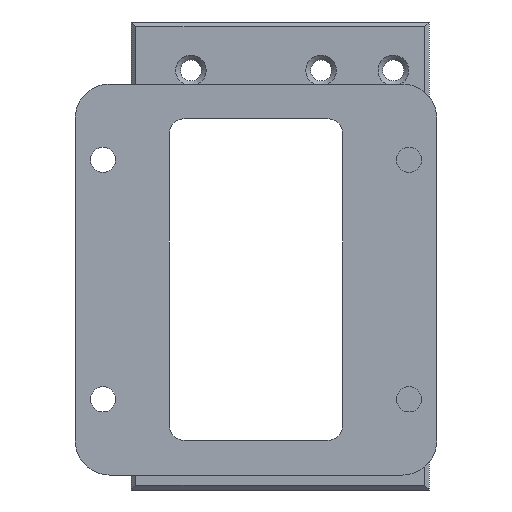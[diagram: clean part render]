
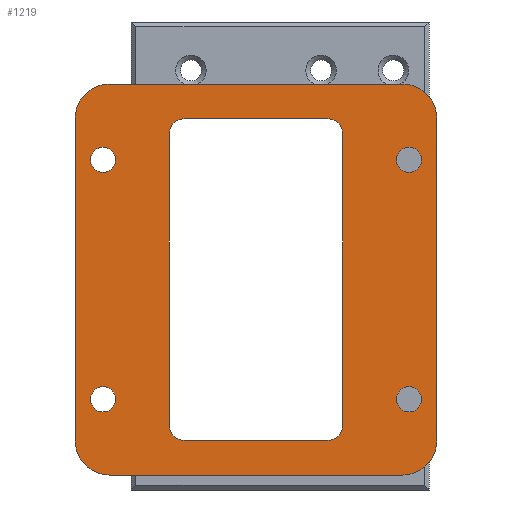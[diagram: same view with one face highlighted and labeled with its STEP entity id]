
A CAD part, front view. The second image highlights one B-rep face of the part: STEP entity #1219.
In plain terms, the highlighted planar face has unit normal (0, -1, 0).
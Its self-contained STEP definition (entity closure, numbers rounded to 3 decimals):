
#44=FACE_BOUND('',#243,.T.);
#45=FACE_BOUND('',#244,.T.);
#46=FACE_BOUND('',#245,.T.);
#47=FACE_BOUND('',#246,.T.);
#48=FACE_BOUND('',#247,.T.);
#95=PLANE('',#1350);
#164=FACE_OUTER_BOUND('',#242,.T.);
#242=EDGE_LOOP('',(#1098,#1099,#1100,#1101,#1102,#1103,#1104,#1105));
#243=EDGE_LOOP('',(#1106,#1107,#1108,#1109,#1110,#1111,#1112,#1113));
#244=EDGE_LOOP('',(#1114));
#245=EDGE_LOOP('',(#1115));
#246=EDGE_LOOP('',(#1116));
#247=EDGE_LOOP('',(#1117));
#276=CIRCLE('',#1275,2.5);
#278=CIRCLE('',#1279,2.5);
#280=CIRCLE('',#1283,2.5);
#282=CIRCLE('',#1287,2.5);
#300=CIRCLE('',#1331,5.7);
#301=CIRCLE('',#1334,5.7);
#302=CIRCLE('',#1337,5.7);
#303=CIRCLE('',#1340,5.7);
#304=CIRCLE('',#1343,2.1);
#305=CIRCLE('',#1345,2.1);
#306=CIRCLE('',#1347,2.1);
#307=CIRCLE('',#1349,2.1);
#350=LINE('',#1929,#460);
#354=LINE('',#1941,#464);
#358=LINE('',#1953,#468);
#360=LINE('',#1961,#470);
#402=LINE('',#2081,#512);
#405=LINE('',#2089,#515);
#408=LINE('',#2097,#518);
#410=LINE('',#2103,#520);
#460=VECTOR('',#1478,10.);
#464=VECTOR('',#1490,10.);
#468=VECTOR('',#1502,10.);
#470=VECTOR('',#1512,10.);
#512=VECTOR('',#1642,10.);
#515=VECTOR('',#1651,10.);
#518=VECTOR('',#1660,10.);
#520=VECTOR('',#1668,10.);
#574=VERTEX_POINT('',#1919);
#575=VERTEX_POINT('',#1921);
#577=VERTEX_POINT('',#1927);
#579=VERTEX_POINT('',#1933);
#581=VERTEX_POINT('',#1939);
#583=VERTEX_POINT('',#1945);
#585=VERTEX_POINT('',#1951);
#587=VERTEX_POINT('',#1957);
#619=VERTEX_POINT('',#2073);
#620=VERTEX_POINT('',#2074);
#621=VERTEX_POINT('',#2079);
#622=VERTEX_POINT('',#2083);
#623=VERTEX_POINT('',#2087);
#624=VERTEX_POINT('',#2091);
#625=VERTEX_POINT('',#2095);
#626=VERTEX_POINT('',#2099);
#627=VERTEX_POINT('',#2105);
#628=VERTEX_POINT('',#2109);
#629=VERTEX_POINT('',#2113);
#630=VERTEX_POINT('',#2117);
#699=EDGE_CURVE('',#574,#575,#276,.T.);
#703=EDGE_CURVE('',#574,#577,#350,.T.);
#706=EDGE_CURVE('',#579,#577,#278,.T.);
#709=EDGE_CURVE('',#579,#581,#354,.T.);
#712=EDGE_CURVE('',#583,#581,#280,.T.);
#715=EDGE_CURVE('',#583,#585,#358,.T.);
#718=EDGE_CURVE('',#587,#585,#282,.T.);
#719=EDGE_CURVE('',#587,#575,#360,.T.);
#775=EDGE_CURVE('',#619,#620,#300,.T.);
#779=EDGE_CURVE('',#619,#621,#402,.T.);
#780=EDGE_CURVE('',#622,#621,#301,.T.);
#783=EDGE_CURVE('',#622,#623,#405,.T.);
#784=EDGE_CURVE('',#624,#623,#302,.T.);
#787=EDGE_CURVE('',#624,#625,#408,.T.);
#788=EDGE_CURVE('',#626,#625,#303,.T.);
#790=EDGE_CURVE('',#626,#620,#410,.T.);
#791=EDGE_CURVE('',#627,#627,#304,.T.);
#793=EDGE_CURVE('',#628,#628,#305,.T.);
#795=EDGE_CURVE('',#629,#629,#306,.T.);
#797=EDGE_CURVE('',#630,#630,#307,.T.);
#1098=ORIENTED_EDGE('',*,*,#775,.F.);
#1099=ORIENTED_EDGE('',*,*,#779,.T.);
#1100=ORIENTED_EDGE('',*,*,#780,.F.);
#1101=ORIENTED_EDGE('',*,*,#783,.T.);
#1102=ORIENTED_EDGE('',*,*,#784,.F.);
#1103=ORIENTED_EDGE('',*,*,#787,.T.);
#1104=ORIENTED_EDGE('',*,*,#788,.F.);
#1105=ORIENTED_EDGE('',*,*,#790,.T.);
#1106=ORIENTED_EDGE('',*,*,#703,.T.);
#1107=ORIENTED_EDGE('',*,*,#706,.F.);
#1108=ORIENTED_EDGE('',*,*,#709,.T.);
#1109=ORIENTED_EDGE('',*,*,#712,.F.);
#1110=ORIENTED_EDGE('',*,*,#715,.T.);
#1111=ORIENTED_EDGE('',*,*,#718,.F.);
#1112=ORIENTED_EDGE('',*,*,#719,.T.);
#1113=ORIENTED_EDGE('',*,*,#699,.F.);
#1114=ORIENTED_EDGE('',*,*,#797,.T.);
#1115=ORIENTED_EDGE('',*,*,#795,.T.);
#1116=ORIENTED_EDGE('',*,*,#793,.T.);
#1117=ORIENTED_EDGE('',*,*,#791,.T.);
#1219=ADVANCED_FACE('',(#164,#44,#45,#46,#47,#48),#95,.T.);
#1275=AXIS2_PLACEMENT_3D('',#1922,#1471,#1472);
#1279=AXIS2_PLACEMENT_3D('',#1935,#1484,#1485);
#1283=AXIS2_PLACEMENT_3D('',#1947,#1496,#1497);
#1287=AXIS2_PLACEMENT_3D('',#1959,#1508,#1509);
#1331=AXIS2_PLACEMENT_3D('',#2075,#1635,#1636);
#1334=AXIS2_PLACEMENT_3D('',#2084,#1645,#1646);
#1337=AXIS2_PLACEMENT_3D('',#2092,#1654,#1655);
#1340=AXIS2_PLACEMENT_3D('',#2100,#1663,#1664);
#1343=AXIS2_PLACEMENT_3D('',#2106,#1671,#1672);
#1345=AXIS2_PLACEMENT_3D('',#2110,#1676,#1677);
#1347=AXIS2_PLACEMENT_3D('',#2114,#1681,#1682);
#1349=AXIS2_PLACEMENT_3D('',#2118,#1686,#1687);
#1350=AXIS2_PLACEMENT_3D('',#2120,#1689,#1690);
#1471=DIRECTION('center_axis',(0.,-1.,0.));
#1472=DIRECTION('ref_axis',(0.707,0.,0.707));
#1478=DIRECTION('',(0.,0.,-1.));
#1484=DIRECTION('center_axis',(0.,-1.,0.));
#1485=DIRECTION('ref_axis',(0.707,0.,-0.707));
#1490=DIRECTION('',(-1.,0.,0.));
#1496=DIRECTION('center_axis',(0.,-1.,0.));
#1497=DIRECTION('ref_axis',(-0.707,0.,-0.707));
#1502=DIRECTION('',(0.,0.,1.));
#1508=DIRECTION('center_axis',(0.,-1.,0.));
#1509=DIRECTION('ref_axis',(-0.707,0.,0.707));
#1512=DIRECTION('',(1.,0.,0.));
#1635=DIRECTION('center_axis',(0.,1.,0.));
#1636=DIRECTION('ref_axis',(-0.707,0.,-0.707));
#1642=DIRECTION('',(1.,0.,0.));
#1645=DIRECTION('center_axis',(0.,1.,0.));
#1646=DIRECTION('ref_axis',(0.707,0.,-0.707));
#1651=DIRECTION('',(0.,0.,1.));
#1654=DIRECTION('center_axis',(0.,1.,0.));
#1655=DIRECTION('ref_axis',(0.707,0.,0.707));
#1660=DIRECTION('',(-1.,0.,0.));
#1663=DIRECTION('center_axis',(0.,1.,0.));
#1664=DIRECTION('ref_axis',(-0.707,0.,0.707));
#1668=DIRECTION('',(0.,0.,-1.));
#1671=DIRECTION('center_axis',(0.,1.,0.));
#1672=DIRECTION('ref_axis',(1.,0.,0.));
#1676=DIRECTION('center_axis',(0.,1.,0.));
#1677=DIRECTION('ref_axis',(1.,0.,0.));
#1681=DIRECTION('center_axis',(0.,1.,0.));
#1682=DIRECTION('ref_axis',(1.,0.,0.));
#1686=DIRECTION('center_axis',(0.,1.,0.));
#1687=DIRECTION('ref_axis',(1.,0.,0.));
#1689=DIRECTION('center_axis',(0.,-1.,0.));
#1690=DIRECTION('ref_axis',(1.,0.,0.));
#1919=CARTESIAN_POINT('',(-35.639,-149.8,80.304));
#1921=CARTESIAN_POINT('',(-38.139,-149.8,82.804));
#1922=CARTESIAN_POINT('Origin',(-38.139,-149.8,80.304));
#1927=CARTESIAN_POINT('',(-35.639,-149.8,31.604));
#1929=CARTESIAN_POINT('',(-35.639,-149.8,82.804));
#1933=CARTESIAN_POINT('',(-38.139,-149.8,29.104));
#1935=CARTESIAN_POINT('Origin',(-38.139,-149.8,31.604));
#1939=CARTESIAN_POINT('',(-62.139,-149.8,29.104));
#1941=CARTESIAN_POINT('',(-35.639,-149.8,29.104));
#1945=CARTESIAN_POINT('',(-64.639,-149.8,31.604));
#1947=CARTESIAN_POINT('Origin',(-62.139,-149.8,31.604));
#1951=CARTESIAN_POINT('',(-64.639,-149.8,80.304));
#1953=CARTESIAN_POINT('',(-64.639,-149.8,29.104));
#1957=CARTESIAN_POINT('',(-62.139,-149.8,82.804));
#1959=CARTESIAN_POINT('Origin',(-62.139,-149.8,80.304));
#1961=CARTESIAN_POINT('',(-64.639,-149.8,82.804));
#2073=CARTESIAN_POINT('',(-74.639,-149.8,23.304));
#2074=CARTESIAN_POINT('',(-80.339,-149.8,29.004));
#2075=CARTESIAN_POINT('Origin',(-74.639,-149.8,29.004));
#2079=CARTESIAN_POINT('',(-25.639,-149.8,23.304));
#2081=CARTESIAN_POINT('',(-80.339,-149.8,23.304));
#2083=CARTESIAN_POINT('',(-19.939,-149.8,29.004));
#2084=CARTESIAN_POINT('Origin',(-25.639,-149.8,29.004));
#2087=CARTESIAN_POINT('',(-19.939,-149.8,82.904));
#2089=CARTESIAN_POINT('',(-19.939,-149.8,23.304));
#2091=CARTESIAN_POINT('',(-25.639,-149.8,88.604));
#2092=CARTESIAN_POINT('Origin',(-25.639,-149.8,82.904));
#2095=CARTESIAN_POINT('',(-74.639,-149.8,88.604));
#2097=CARTESIAN_POINT('',(-19.939,-149.8,88.604));
#2099=CARTESIAN_POINT('',(-80.339,-149.8,82.904));
#2100=CARTESIAN_POINT('Origin',(-74.639,-149.8,82.904));
#2103=CARTESIAN_POINT('',(-80.339,-149.8,88.604));
#2105=CARTESIAN_POINT('',(-26.689,-149.8,75.954));
#2106=CARTESIAN_POINT('Origin',(-24.589,-149.8,75.954));
#2109=CARTESIAN_POINT('',(-77.789,-149.8,75.954));
#2110=CARTESIAN_POINT('Origin',(-75.689,-149.8,75.954));
#2113=CARTESIAN_POINT('',(-77.789,-149.8,35.954));
#2114=CARTESIAN_POINT('Origin',(-75.689,-149.8,35.954));
#2117=CARTESIAN_POINT('',(-26.689,-149.8,35.954));
#2118=CARTESIAN_POINT('Origin',(-24.589,-149.8,35.954));
#2120=CARTESIAN_POINT('Origin',(-50.139,-149.8,55.954));
